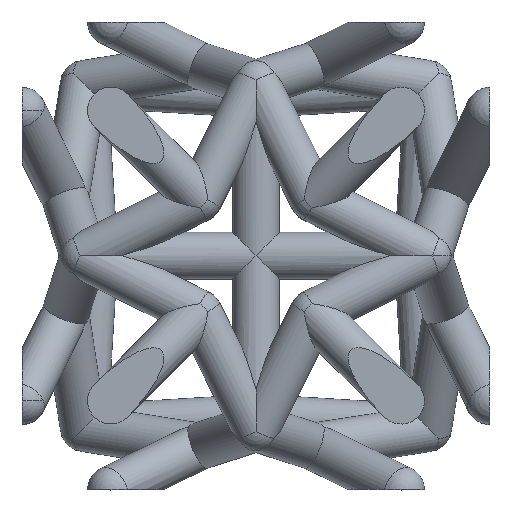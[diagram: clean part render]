
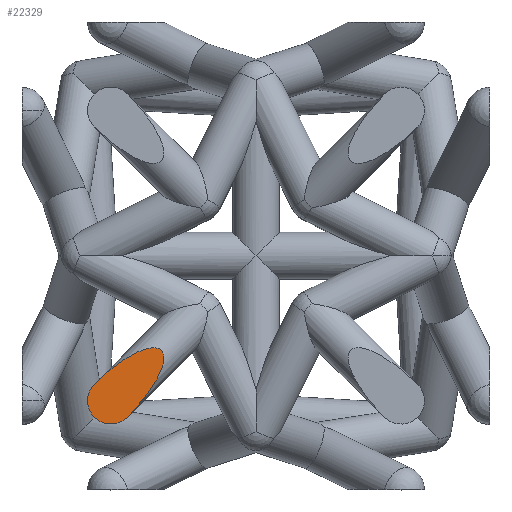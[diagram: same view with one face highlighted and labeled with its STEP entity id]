
A CAD part, top view. The second image highlights one B-rep face of the part: STEP entity #22329.
In plain terms, the highlighted planar face has unit normal (0, 0, 1).
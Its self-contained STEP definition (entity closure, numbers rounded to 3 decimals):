
#11943 = CYLINDRICAL_SURFACE('',#11944,0.5);
#11944 = AXIS2_PLACEMENT_3D('',#11945,#11946,#11947);
#11945 = CARTESIAN_POINT('',(-3.104,-3.104,5.));
#11946 = DIRECTION('',(0.668,0.668,-0.328));
#11947 = DIRECTION('',(0.707,-0.707,0.));
#17277 = VERTEX_POINT('',#17278);
#17278 = CARTESIAN_POINT('',(-2.751,-3.458,5.));
#17300 = VERTEX_POINT('',#17301);
#17301 = CARTESIAN_POINT('',(-3.458,-2.751,5.));
#17316 = SPHERICAL_SURFACE('',#17317,0.5);
#17317 = AXIS2_PLACEMENT_3D('',#17318,#17319,#17320);
#17318 = CARTESIAN_POINT('',(-3.104,-3.104,5.));
#17319 = DIRECTION('',(0.,0.,1.));
#17320 = DIRECTION('',(1.,0.,-0.));
#17425 = EDGE_CURVE('',#17277,#17300,#17426,.T.);
#17426 = SURFACE_CURVE('',#17427,(#17432,#17445),.PCURVE_S1.);
#17427 = ELLIPSE('',#17428,1.523,0.5);
#17428 = AXIS2_PLACEMENT_3D('',#17429,#17430,#17431);
#17429 = CARTESIAN_POINT('',(-3.104,-3.104,5.));
#17430 = DIRECTION('',(0.,0.,1.));
#17431 = DIRECTION('',(0.707,0.707,-0.));
#17432 = PCURVE('',#11943,#17433);
#17433 = DEFINITIONAL_REPRESENTATION('',(#17434),#17444);
#17434 = B_SPLINE_CURVE_WITH_KNOTS('',8,(#17435,#17436,#17437,#17438,
    #17439,#17440,#17441,#17442,#17443),.UNSPECIFIED.,.F.,.F.,(9,9),(
    4.712,7.854),.PIECEWISE_BEZIER_KNOTS.);
#17435 = CARTESIAN_POINT('',(6.283,0.));
#17436 = CARTESIAN_POINT('',(5.89,0.565));
#17437 = CARTESIAN_POINT('',(5.498,1.13));
#17438 = CARTESIAN_POINT('',(5.105,1.562));
#17439 = CARTESIAN_POINT('',(4.712,1.728));
#17440 = CARTESIAN_POINT('',(4.32,1.562));
#17441 = CARTESIAN_POINT('',(3.927,1.13));
#17442 = CARTESIAN_POINT('',(3.534,0.565));
#17443 = CARTESIAN_POINT('',(3.142,0.));
#17444 = ( GEOMETRIC_REPRESENTATION_CONTEXT(2) 
PARAMETRIC_REPRESENTATION_CONTEXT() REPRESENTATION_CONTEXT('2D SPACE',''
  ) );
#17445 = PCURVE('',#17446,#17451);
#17446 = PLANE('',#17447);
#17447 = AXIS2_PLACEMENT_3D('',#17448,#17449,#17450);
#17448 = CARTESIAN_POINT('',(-5.,-5.,5.));
#17449 = DIRECTION('',(0.,0.,1.));
#17450 = DIRECTION('',(1.,0.,-0.));
#17451 = DEFINITIONAL_REPRESENTATION('',(#17452),#17456);
#17452 = ELLIPSE('',#17453,1.523,0.5);
#17453 = AXIS2_PLACEMENT_2D('',#17454,#17455);
#17454 = CARTESIAN_POINT('',(1.896,1.896));
#17455 = DIRECTION('',(0.707,0.707));
#17456 = ( GEOMETRIC_REPRESENTATION_CONTEXT(2) 
PARAMETRIC_REPRESENTATION_CONTEXT() REPRESENTATION_CONTEXT('2D SPACE',''
  ) );
#22329 = ADVANCED_FACE('',(#22330),#17446,.T.);
#22330 = FACE_BOUND('',#22331,.T.);
#22331 = EDGE_LOOP('',(#22332,#22354));
#22332 = ORIENTED_EDGE('',*,*,#22333,.T.);
#22333 = EDGE_CURVE('',#17300,#17277,#22334,.T.);
#22334 = SURFACE_CURVE('',#22335,(#22340,#22347),.PCURVE_S1.);
#22335 = CIRCLE('',#22336,0.5);
#22336 = AXIS2_PLACEMENT_3D('',#22337,#22338,#22339);
#22337 = CARTESIAN_POINT('',(-3.104,-3.104,5.));
#22338 = DIRECTION('',(0.,0.,1.));
#22339 = DIRECTION('',(1.,0.,-0.));
#22340 = PCURVE('',#17446,#22341);
#22341 = DEFINITIONAL_REPRESENTATION('',(#22342),#22346);
#22342 = CIRCLE('',#22343,0.5);
#22343 = AXIS2_PLACEMENT_2D('',#22344,#22345);
#22344 = CARTESIAN_POINT('',(1.896,1.896));
#22345 = DIRECTION('',(1.,0.));
#22346 = ( GEOMETRIC_REPRESENTATION_CONTEXT(2) 
PARAMETRIC_REPRESENTATION_CONTEXT() REPRESENTATION_CONTEXT('2D SPACE',''
  ) );
#22347 = PCURVE('',#17316,#22348);
#22348 = DEFINITIONAL_REPRESENTATION('',(#22349),#22353);
#22349 = LINE('',#22350,#22351);
#22350 = CARTESIAN_POINT('',(0.,0.));
#22351 = VECTOR('',#22352,1.);
#22352 = DIRECTION('',(1.,0.));
#22353 = ( GEOMETRIC_REPRESENTATION_CONTEXT(2) 
PARAMETRIC_REPRESENTATION_CONTEXT() REPRESENTATION_CONTEXT('2D SPACE',''
  ) );
#22354 = ORIENTED_EDGE('',*,*,#17425,.T.);
